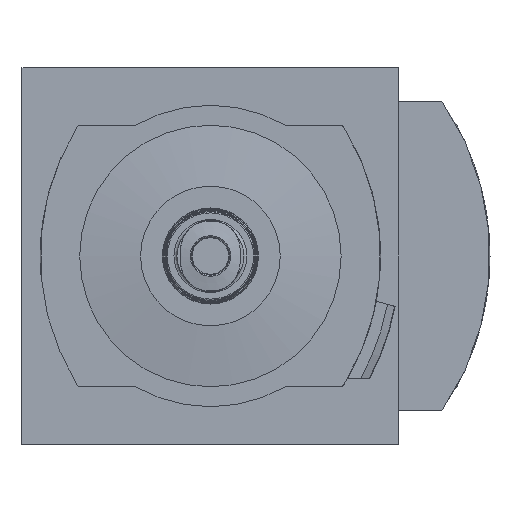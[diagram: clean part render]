
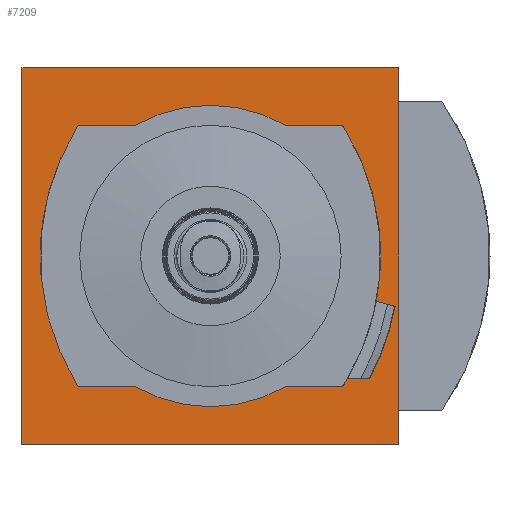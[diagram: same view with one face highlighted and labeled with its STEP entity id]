
A CAD part, front view. The second image highlights one B-rep face of the part: STEP entity #7209.
In plain terms, the highlighted planar face has unit normal (0, -1, 0).
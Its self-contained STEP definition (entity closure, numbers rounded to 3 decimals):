
#133=PLANE('',#7555);
#487=LINE('',#9979,#1020);
#488=LINE('',#9982,#1021);
#489=LINE('',#9984,#1022);
#490=LINE('',#9986,#1023);
#491=LINE('',#9987,#1024);
#492=LINE('',#9991,#1025);
#493=LINE('',#9994,#1026);
#494=LINE('',#9998,#1027);
#495=LINE('',#10003,#1028);
#496=LINE('',#10007,#1029);
#1020=VECTOR('',#8342,1000.);
#1021=VECTOR('',#8343,1000.);
#1022=VECTOR('',#8344,1000.);
#1023=VECTOR('',#8345,1000.);
#1024=VECTOR('',#8346,1000.);
#1025=VECTOR('',#8349,1000.);
#1026=VECTOR('',#8352,1000.);
#1027=VECTOR('',#8355,1000.);
#1028=VECTOR('',#8360,1000.);
#1029=VECTOR('',#8363,1000.);
#1378=CIRCLE('',#7547,40.);
#1380=CIRCLE('',#7549,40.);
#1384=CIRCLE('',#7554,40.);
#1385=CIRCLE('',#7556,41.2);
#1386=CIRCLE('',#7557,0.5);
#1387=CIRCLE('',#7558,24.8);
#1388=CIRCLE('',#7559,0.5);
#1389=CIRCLE('',#7560,0.5);
#1390=CIRCLE('',#7561,24.8);
#1391=CIRCLE('',#7562,0.5);
#1877=ORIENTED_EDGE('',*,*,#3243,.F.);
#1878=ORIENTED_EDGE('',*,*,#3244,.F.);
#1879=ORIENTED_EDGE('',*,*,#3245,.F.);
#1880=ORIENTED_EDGE('',*,*,#3246,.F.);
#1881=ORIENTED_EDGE('',*,*,#3232,.T.);
#1882=ORIENTED_EDGE('',*,*,#3247,.F.);
#1883=ORIENTED_EDGE('',*,*,#3248,.F.);
#1884=ORIENTED_EDGE('',*,*,#3249,.F.);
#1885=ORIENTED_EDGE('',*,*,#3228,.T.);
#1886=ORIENTED_EDGE('',*,*,#3250,.T.);
#1887=ORIENTED_EDGE('',*,*,#3251,.T.);
#1888=ORIENTED_EDGE('',*,*,#3252,.T.);
#1889=ORIENTED_EDGE('',*,*,#3253,.T.);
#1890=ORIENTED_EDGE('',*,*,#3254,.T.);
#1891=ORIENTED_EDGE('',*,*,#3240,.T.);
#1892=ORIENTED_EDGE('',*,*,#3255,.T.);
#1893=ORIENTED_EDGE('',*,*,#3256,.T.);
#1894=ORIENTED_EDGE('',*,*,#3257,.T.);
#1895=ORIENTED_EDGE('',*,*,#3258,.T.);
#1896=ORIENTED_EDGE('',*,*,#3259,.T.);
#3228=EDGE_CURVE('',#3912,#3911,#1378,.T.);
#3232=EDGE_CURVE('',#3908,#3915,#1380,.T.);
#3240=EDGE_CURVE('',#3920,#3923,#1384,.T.);
#3243=EDGE_CURVE('',#3924,#3925,#487,.T.);
#3244=EDGE_CURVE('',#3926,#3924,#488,.T.);
#3245=EDGE_CURVE('',#3927,#3926,#489,.T.);
#3246=EDGE_CURVE('',#3925,#3927,#490,.T.);
#3247=EDGE_CURVE('',#3928,#3915,#491,.T.);
#3248=EDGE_CURVE('',#3929,#3928,#1385,.F.);
#3249=EDGE_CURVE('',#3912,#3929,#492,.T.);
#3250=EDGE_CURVE('',#3911,#3930,#1386,.T.);
#3251=EDGE_CURVE('',#3930,#3931,#493,.T.);
#3252=EDGE_CURVE('',#3931,#3932,#1387,.T.);
#3253=EDGE_CURVE('',#3932,#3933,#494,.T.);
#3254=EDGE_CURVE('',#3933,#3920,#1388,.T.);
#3255=EDGE_CURVE('',#3923,#3934,#1389,.T.);
#3256=EDGE_CURVE('',#3934,#3935,#495,.T.);
#3257=EDGE_CURVE('',#3935,#3936,#1390,.T.);
#3258=EDGE_CURVE('',#3936,#3937,#496,.T.);
#3259=EDGE_CURVE('',#3937,#3908,#1391,.T.);
#3908=VERTEX_POINT('',#9944);
#3911=VERTEX_POINT('',#9949);
#3912=VERTEX_POINT('',#9951);
#3915=VERTEX_POINT('',#9957);
#3920=VERTEX_POINT('',#9969);
#3923=VERTEX_POINT('',#9974);
#3924=VERTEX_POINT('',#9980);
#3925=VERTEX_POINT('',#9981);
#3926=VERTEX_POINT('',#9983);
#3927=VERTEX_POINT('',#9985);
#3928=VERTEX_POINT('',#9988);
#3929=VERTEX_POINT('',#9990);
#3930=VERTEX_POINT('',#9993);
#3931=VERTEX_POINT('',#9995);
#3932=VERTEX_POINT('',#9997);
#3933=VERTEX_POINT('',#9999);
#3934=VERTEX_POINT('',#10002);
#3935=VERTEX_POINT('',#10004);
#3936=VERTEX_POINT('',#10006);
#3937=VERTEX_POINT('',#10008);
#4338=EDGE_LOOP('',(#1877,#1878,#1879,#1880));
#4339=EDGE_LOOP('',(#1881,#1882,#1883,#1884,#1885,#1886,#1887,#1888,#1889,
#1890,#1891,#1892,#1893,#1894,#1895,#1896));
#4704=FACE_BOUND('',#4338,.T.);
#4705=FACE_BOUND('',#4339,.T.);
#7209=ADVANCED_FACE('',(#4704,#4705),#133,.F.);
#7547=AXIS2_PLACEMENT_3D('',#9950,#8316,#8317);
#7549=AXIS2_PLACEMENT_3D('',#9958,#8322,#8323);
#7554=AXIS2_PLACEMENT_3D('',#9975,#8336,#8337);
#7555=AXIS2_PLACEMENT_3D('',#9978,#8340,#8341);
#7556=AXIS2_PLACEMENT_3D('',#9989,#8347,#8348);
#7557=AXIS2_PLACEMENT_3D('',#9992,#8350,#8351);
#7558=AXIS2_PLACEMENT_3D('',#9996,#8353,#8354);
#7559=AXIS2_PLACEMENT_3D('',#10000,#8356,#8357);
#7560=AXIS2_PLACEMENT_3D('',#10001,#8358,#8359);
#7561=AXIS2_PLACEMENT_3D('',#10005,#8361,#8362);
#7562=AXIS2_PLACEMENT_3D('',#10009,#8364,#8365);
#8316=DIRECTION('',(0.,1.,0.));
#8317=DIRECTION('',(1.,0.,0.));
#8322=DIRECTION('',(0.,1.,0.));
#8323=DIRECTION('',(1.,0.,0.));
#8336=DIRECTION('',(0.,1.,0.));
#8337=DIRECTION('',(1.,0.,0.));
#8340=DIRECTION('',(0.,1.,0.));
#8341=DIRECTION('',(0.,0.,1.));
#8342=DIRECTION('',(-1.,0.,0.));
#8343=DIRECTION('',(0.,0.,-1.));
#8344=DIRECTION('',(1.,0.,0.));
#8345=DIRECTION('',(0.,0.,1.));
#8346=DIRECTION('',(-0.966,0.,0.259));
#8347=DIRECTION('',(0.,1.,0.));
#8348=DIRECTION('',(0.,0.,1.));
#8349=DIRECTION('',(1.,0.,0.));
#8350=DIRECTION('',(0.,1.,0.));
#8351=DIRECTION('',(1.,0.,0.));
#8352=DIRECTION('',(-1.,0.,0.));
#8353=DIRECTION('',(0.,1.,0.));
#8354=DIRECTION('',(1.,0.,0.));
#8355=DIRECTION('',(-1.,0.,0.));
#8356=DIRECTION('',(0.,1.,0.));
#8357=DIRECTION('',(1.,0.,0.));
#8358=DIRECTION('',(0.,1.,0.));
#8359=DIRECTION('',(1.,0.,0.));
#8360=DIRECTION('',(1.,0.,0.));
#8361=DIRECTION('',(0.,1.,0.));
#8362=DIRECTION('',(1.,0.,0.));
#8363=DIRECTION('',(1.,0.,0.));
#8364=DIRECTION('',(0.,1.,0.));
#8365=DIRECTION('',(1.,0.,0.));
#9944=CARTESIAN_POINT('',(21.879,-45.5,21.266));
#9949=CARTESIAN_POINT('',(21.879,-45.5,-21.266));
#9950=CARTESIAN_POINT('',(-12.,-45.5,0.));
#9951=CARTESIAN_POINT('',(22.554,-45.5,-20.15));
#9957=CARTESIAN_POINT('',(27.298,-45.5,-7.463));
#9958=CARTESIAN_POINT('',(-12.,-45.5,0.));
#9969=CARTESIAN_POINT('',(-21.879,-45.5,-21.266));
#9974=CARTESIAN_POINT('',(-21.879,-45.5,21.266));
#9975=CARTESIAN_POINT('',(12.,-45.5,0.));
#9978=CARTESIAN_POINT('',(0.,-45.5,0.));
#9979=CARTESIAN_POINT('',(31.,-45.5,-31.));
#9980=CARTESIAN_POINT('',(31.,-45.5,-31.));
#9981=CARTESIAN_POINT('',(-31.,-45.5,-31.));
#9982=CARTESIAN_POINT('',(31.,-45.5,31.));
#9983=CARTESIAN_POINT('',(31.,-45.5,31.));
#9984=CARTESIAN_POINT('',(-31.,-45.5,31.));
#9985=CARTESIAN_POINT('',(-31.,-45.5,31.));
#9986=CARTESIAN_POINT('',(-31.,-45.5,-31.));
#9987=CARTESIAN_POINT('',(30.42,-45.5,-8.3));
#9988=CARTESIAN_POINT('',(28.46,-45.5,-7.775));
#9989=CARTESIAN_POINT('',(-12.,-45.5,0.));
#9990=CARTESIAN_POINT('',(23.936,-45.5,-20.15));
#9991=CARTESIAN_POINT('',(0.,-45.5,-20.15));
#9992=CARTESIAN_POINT('',(21.455,-45.5,-21.));
#9993=CARTESIAN_POINT('',(21.455,-45.5,-21.5));
#9994=CARTESIAN_POINT('',(21.455,-45.5,-21.5));
#9995=CARTESIAN_POINT('',(12.361,-45.5,-21.5));
#9996=CARTESIAN_POINT('',(0.,-45.5,0.));
#9997=CARTESIAN_POINT('',(-12.361,-45.5,-21.5));
#9998=CARTESIAN_POINT('',(-12.361,-45.5,-21.5));
#9999=CARTESIAN_POINT('',(-21.455,-45.5,-21.5));
#10000=CARTESIAN_POINT('',(-21.455,-45.5,-21.));
#10001=CARTESIAN_POINT('',(-21.455,-45.5,21.));
#10002=CARTESIAN_POINT('',(-21.455,-45.5,21.5));
#10003=CARTESIAN_POINT('',(-21.455,-45.5,21.5));
#10004=CARTESIAN_POINT('',(-12.361,-45.5,21.5));
#10005=CARTESIAN_POINT('',(0.,-45.5,0.));
#10006=CARTESIAN_POINT('',(12.361,-45.5,21.5));
#10007=CARTESIAN_POINT('',(12.361,-45.5,21.5));
#10008=CARTESIAN_POINT('',(21.455,-45.5,21.5));
#10009=CARTESIAN_POINT('',(21.455,-45.5,21.));
